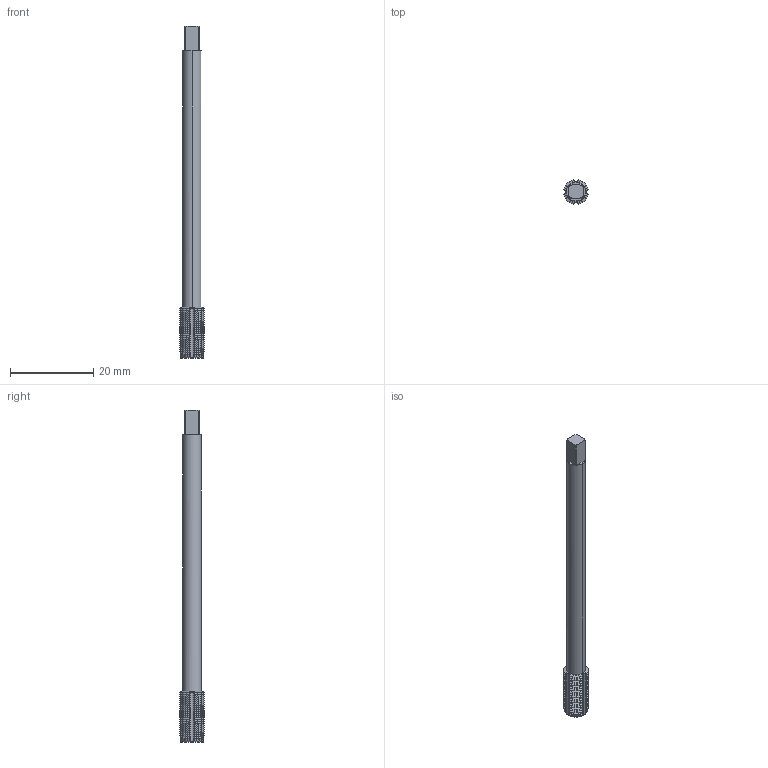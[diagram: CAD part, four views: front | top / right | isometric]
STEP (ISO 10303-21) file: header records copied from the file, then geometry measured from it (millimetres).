
FILE_DESCRIPTION(('no description'),'unknown implementation level');
FILE_NAME('soliddEnrP_lEC6N0_9E87PGxpo407ic_1.STP',' ',('CIM GmbH Aachen'),('CADClick - KiM GmbH - www.kimweb.de'),'unknown preprocess','ACIS','unknown authorization');
FILE_SCHEMA(('automotive_design'));
Length unit declared in the file: millimetre
Products named in the file (2): 1; 2
Bounding box: 5.86 x 5.86 x 80 mm (x, y, z)
Volume: 1348.7 mm3; surface area: 1722.1 mm2
Topology: 2 solids, 2 shells, 445 faces, 1315 edges, 874 vertices
Faces by surface type: cone 214, cylinder 206, plane 17, torus 8
Entity records: 32080 total; most frequent: CARTESIAN_POINT 6083, STYLED_ITEM 2636, PRESENTATION_STYLE_ASSIGNMENT 2636, COLOUR_RGB 2636, ORIENTED_EDGE 2630, DIRECTION 2215, EDGE_CURVE 1315, CURVE_STYLE 1315
